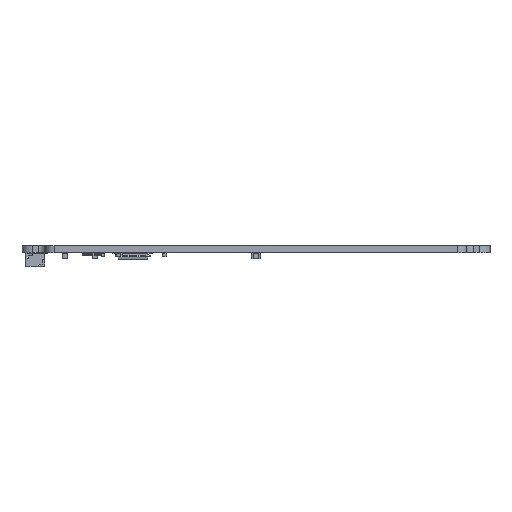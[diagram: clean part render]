
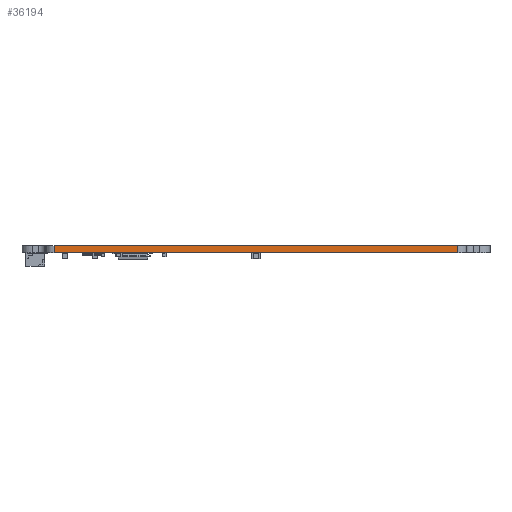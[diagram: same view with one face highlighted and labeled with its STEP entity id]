
A CAD part, left-side view. The second image highlights one B-rep face of the part: STEP entity #36194.
In plain terms, the highlighted planar face has unit normal (-1, 0, 0).
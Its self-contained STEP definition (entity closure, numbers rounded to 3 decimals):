
#32269 = VERTEX_POINT('',#32270);
#32270 = CARTESIAN_POINT('',(-7.8,-83.509,0.));
#32277 = EDGE_CURVE('',#32269,#32278,#32280,.T.);
#32278 = VERTEX_POINT('',#32279);
#32279 = CARTESIAN_POINT('',(-7.8,7.309,0.));
#32280 = LINE('',#32281,#32282);
#32281 = CARTESIAN_POINT('',(-7.8,-83.509,0.));
#32282 = VECTOR('',#32283,1.);
#32283 = DIRECTION('',(0.,1.,0.));
#34150 = VERTEX_POINT('',#34151);
#34151 = CARTESIAN_POINT('',(-7.8,-83.509,1.6));
#34158 = EDGE_CURVE('',#34150,#34159,#34161,.T.);
#34159 = VERTEX_POINT('',#34160);
#34160 = CARTESIAN_POINT('',(-7.8,7.309,1.6));
#34161 = LINE('',#34162,#34163);
#34162 = CARTESIAN_POINT('',(-7.8,-83.509,1.6));
#34163 = VECTOR('',#34164,1.);
#34164 = DIRECTION('',(0.,1.,0.));
#36164 = EDGE_CURVE('',#32278,#34159,#36165,.T.);
#36165 = LINE('',#36166,#36167);
#36166 = CARTESIAN_POINT('',(-7.8,7.309,0.));
#36167 = VECTOR('',#36168,1.);
#36168 = DIRECTION('',(0.,0.,1.));
#36194 = ADVANCED_FACE('',(#36195),#36206,.T.);
#36195 = FACE_BOUND('',#36196,.T.);
#36196 = EDGE_LOOP('',(#36197,#36203,#36204,#36205));
#36197 = ORIENTED_EDGE('',*,*,#36198,.T.);
#36198 = EDGE_CURVE('',#32269,#34150,#36199,.T.);
#36199 = LINE('',#36200,#36201);
#36200 = CARTESIAN_POINT('',(-7.8,-83.509,0.));
#36201 = VECTOR('',#36202,1.);
#36202 = DIRECTION('',(0.,0.,1.));
#36203 = ORIENTED_EDGE('',*,*,#34158,.T.);
#36204 = ORIENTED_EDGE('',*,*,#36164,.F.);
#36205 = ORIENTED_EDGE('',*,*,#32277,.F.);
#36206 = PLANE('',#36207);
#36207 = AXIS2_PLACEMENT_3D('',#36208,#36209,#36210);
#36208 = CARTESIAN_POINT('',(-7.8,-83.509,0.));
#36209 = DIRECTION('',(-1.,0.,0.));
#36210 = DIRECTION('',(0.,1.,0.));
